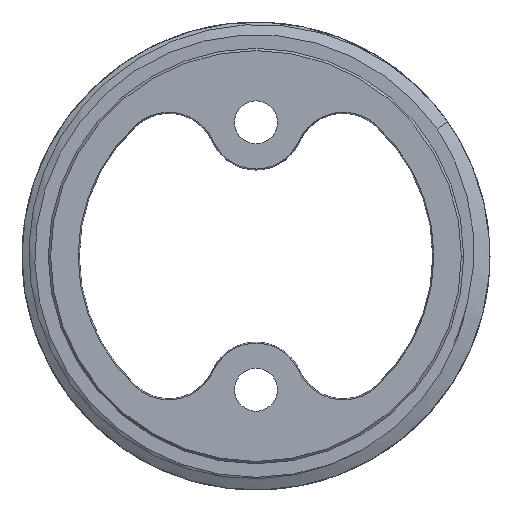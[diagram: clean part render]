
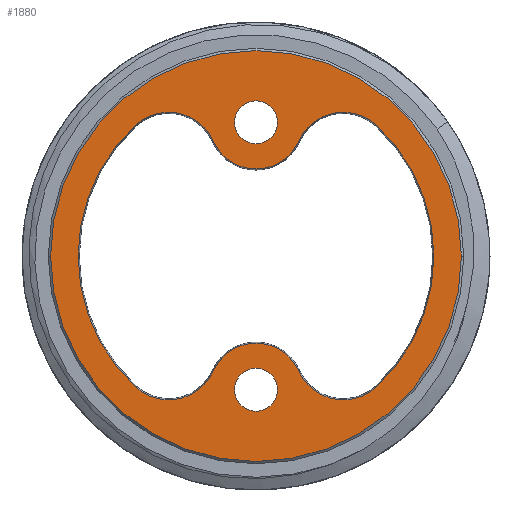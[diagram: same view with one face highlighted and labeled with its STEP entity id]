
A CAD part, left-side view. The second image highlights one B-rep face of the part: STEP entity #1880.
In plain terms, the highlighted planar face has unit normal (-1, 0, 0).
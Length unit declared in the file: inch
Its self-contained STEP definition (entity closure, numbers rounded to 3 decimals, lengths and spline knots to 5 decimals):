
#342=CARTESIAN_POINT('',(-1.03125,-0.5711,-0.62109));
#343=DIRECTION('',(1.,0.,0.));
#344=DIRECTION('',(0.,-0.677,-0.736));
#345=AXIS2_PLACEMENT_3D('',#342,#343,#344);
#352=CARTESIAN_POINT('',(-1.03125,0.,0.));
#353=DIRECTION('',(1.,0.,0.));
#354=DIRECTION('',(0.,1.,0.));
#355=AXIS2_PLACEMENT_3D('',#352,#353,#354);
#357=CARTESIAN_POINT('',(-1.03125,0.,0.));
#358=DIRECTION('',(1.,0.,0.));
#359=DIRECTION('',(0.,-1.,0.));
#360=AXIS2_PLACEMENT_3D('',#357,#358,#359);
#362=CARTESIAN_POINT('',(-1.03125,0.,0.));
#363=DIRECTION('',(1.,0.,0.));
#364=DIRECTION('',(0.,0.677,-0.736));
#365=AXIS2_PLACEMENT_3D('',#362,#363,#364);
#372=CARTESIAN_POINT('',(-1.03125,0.5711,0.62109));
#373=DIRECTION('',(1.,0.,0.));
#374=DIRECTION('',(0.,0.677,0.736));
#375=AXIS2_PLACEMENT_3D('',#372,#373,#374);
#382=CARTESIAN_POINT('',(-1.03125,0.,0.875));
#383=DIRECTION('',(1.,0.,0.));
#384=DIRECTION('',(0.,-0.914,-0.406));
#385=AXIS2_PLACEMENT_3D('',#382,#383,#384);
#392=CARTESIAN_POINT('',(-1.03125,-0.5711,0.62109));
#393=DIRECTION('',(1.,0.,0.));
#394=DIRECTION('',(0.,0.914,0.406));
#395=AXIS2_PLACEMENT_3D('',#392,#393,#394);
#402=CARTESIAN_POINT('',(-1.03125,0.,0.));
#403=DIRECTION('',(1.,0.,0.));
#404=DIRECTION('',(0.,-0.677,0.736));
#405=AXIS2_PLACEMENT_3D('',#402,#403,#404);
#469=CARTESIAN_POINT('',(-1.03125,0.5711,-0.62109));
#470=DIRECTION('',(1.,0.,0.));
#471=DIRECTION('',(0.,-0.914,-0.406));
#472=AXIS2_PLACEMENT_3D('',#469,#470,#471);
#479=CARTESIAN_POINT('',(-1.03125,0.,-0.875));
#480=DIRECTION('',(1.,0.,0.));
#481=DIRECTION('',(0.,0.914,0.406));
#482=AXIS2_PLACEMENT_3D('',#479,#480,#481);
#503=CARTESIAN_POINT('',(-1.03125,0.,-0.875));
#504=DIRECTION('',(1.,0.,0.));
#505=DIRECTION('',(0.,0.,-1.));
#506=AXIS2_PLACEMENT_3D('',#503,#504,#505);
#512=CARTESIAN_POINT('',(-1.03125,0.,-0.875));
#513=DIRECTION('',(1.,0.,0.));
#514=DIRECTION('',(0.,0.,1.));
#515=AXIS2_PLACEMENT_3D('',#512,#513,#514);
#521=CARTESIAN_POINT('',(-1.03125,0.,0.875));
#522=DIRECTION('',(1.,0.,0.));
#523=DIRECTION('',(0.,0.,-1.));
#524=AXIS2_PLACEMENT_3D('',#521,#522,#523);
#530=CARTESIAN_POINT('',(-1.03125,0.,0.875));
#531=DIRECTION('',(1.,0.,0.));
#532=DIRECTION('',(0.,0.,1.));
#533=AXIS2_PLACEMENT_3D('',#530,#531,#532);
#1276=CARTESIAN_POINT('',(-1.03125,0.78759,-0.85653));
#1277=CARTESIAN_POINT('',(-1.03125,0.78759,0.85653));
#1278=VERTEX_POINT('',#1276);
#1279=VERTEX_POINT('',#1277);
#1280=CARTESIAN_POINT('',(-1.03125,0.27885,-0.75103));
#1281=VERTEX_POINT('',#1280);
#1282=CARTESIAN_POINT('',(-1.03125,-0.27885,-0.75103));
#1283=VERTEX_POINT('',#1282);
#1284=CARTESIAN_POINT('',(-1.03125,-0.78759,-0.85653));
#1285=VERTEX_POINT('',#1284);
#1286=CARTESIAN_POINT('',(-1.03125,-0.78759,0.85653));
#1287=VERTEX_POINT('',#1286);
#1288=CARTESIAN_POINT('',(-1.03125,-0.27885,0.75103));
#1289=VERTEX_POINT('',#1288);
#1290=CARTESIAN_POINT('',(-1.03125,0.27885,0.75103));
#1291=VERTEX_POINT('',#1290);
#1292=CARTESIAN_POINT('',(-1.03125,0.,-1.0155));
#1293=CARTESIAN_POINT('',(-1.03125,0.,-0.7345));
#1294=VERTEX_POINT('',#1292);
#1295=VERTEX_POINT('',#1293);
#1296=CARTESIAN_POINT('',(-1.03125,0.,0.7345));
#1297=CARTESIAN_POINT('',(-1.03125,0.,1.0155));
#1298=VERTEX_POINT('',#1296);
#1299=VERTEX_POINT('',#1297);
#1341=CARTESIAN_POINT('',(-1.03125,1.344,0.));
#1342=CARTESIAN_POINT('',(-1.03125,-1.344,0.));
#1343=VERTEX_POINT('',#1341);
#1344=VERTEX_POINT('',#1342);
#1840=CARTESIAN_POINT('',(-1.03125,0.,0.));
#1841=DIRECTION('',(-1.,0.,0.));
#1842=DIRECTION('',(0.,1.,0.));
#1843=AXIS2_PLACEMENT_3D('',#1840,#1841,#1842);
#1844=PLANE('',#1843);
#1846=ORIENTED_EDGE('',*,*,#1845,.T.);
#1848=ORIENTED_EDGE('',*,*,#1847,.T.);
#1849=EDGE_LOOP('',(#1846,#1848));
#1850=FACE_OUTER_BOUND('',#1849,.F.);
#1852=ORIENTED_EDGE('',*,*,#1851,.F.);
#1854=ORIENTED_EDGE('',*,*,#1853,.F.);
#1855=EDGE_LOOP('',(#1852,#1854));
#1856=FACE_BOUND('',#1855,.F.);
#1858=ORIENTED_EDGE('',*,*,#1857,.F.);
#1860=ORIENTED_EDGE('',*,*,#1859,.F.);
#1861=EDGE_LOOP('',(#1858,#1860));
#1862=FACE_BOUND('',#1861,.F.);
#1864=ORIENTED_EDGE('',*,*,#1863,.F.);
#1866=ORIENTED_EDGE('',*,*,#1865,.F.);
#1868=ORIENTED_EDGE('',*,*,#1867,.T.);
#1869=ORIENTED_EDGE('',*,*,#1830,.F.);
#1871=ORIENTED_EDGE('',*,*,#1870,.F.);
#1873=ORIENTED_EDGE('',*,*,#1872,.F.);
#1875=ORIENTED_EDGE('',*,*,#1874,.T.);
#1877=ORIENTED_EDGE('',*,*,#1876,.F.);
#1878=EDGE_LOOP('',(#1864,#1866,#1868,#1869,#1871,#1873,#1875,#1877));
#1879=FACE_BOUND('',#1878,.F.);
#346=CIRCLE('',#345,0.31984);
#356=CIRCLE('',#355,1.344);
#361=CIRCLE('',#360,1.344);
#366=CIRCLE('',#365,1.16359);
#376=CIRCLE('',#375,0.31984);
#386=CIRCLE('',#385,0.30516);
#396=CIRCLE('',#395,0.31984);
#406=CIRCLE('',#405,1.16359);
#473=CIRCLE('',#472,0.31984);
#483=CIRCLE('',#482,0.30516);
#507=CIRCLE('',#506,0.1405);
#516=CIRCLE('',#515,0.1405);
#525=CIRCLE('',#524,0.1405);
#534=CIRCLE('',#533,0.1405);
#1830=EDGE_CURVE('',#1285,#1283,#346,.T.);
#1845=EDGE_CURVE('',#1343,#1344,#356,.T.);
#1847=EDGE_CURVE('',#1344,#1343,#361,.T.);
#1851=EDGE_CURVE('',#1294,#1295,#507,.T.);
#1853=EDGE_CURVE('',#1295,#1294,#516,.T.);
#1857=EDGE_CURVE('',#1298,#1299,#525,.T.);
#1859=EDGE_CURVE('',#1299,#1298,#534,.T.);
#1863=EDGE_CURVE('',#1278,#1279,#366,.T.);
#1865=EDGE_CURVE('',#1281,#1278,#473,.T.);
#1867=EDGE_CURVE('',#1281,#1283,#483,.T.);
#1870=EDGE_CURVE('',#1287,#1285,#406,.T.);
#1872=EDGE_CURVE('',#1289,#1287,#396,.T.);
#1874=EDGE_CURVE('',#1289,#1291,#386,.T.);
#1876=EDGE_CURVE('',#1279,#1291,#376,.T.);
#1880=ADVANCED_FACE('',(#1850,#1856,#1862,#1879),#1844,.T.);
